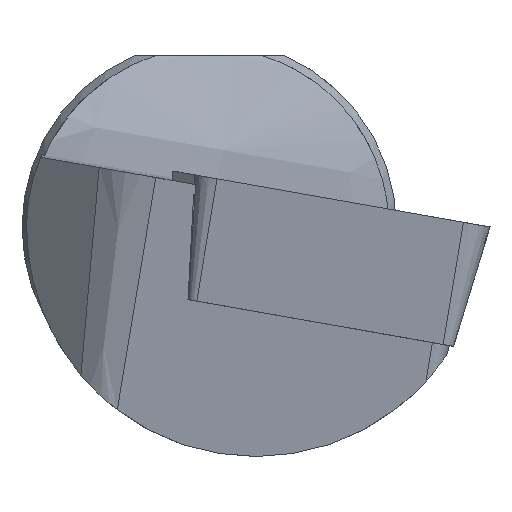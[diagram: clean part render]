
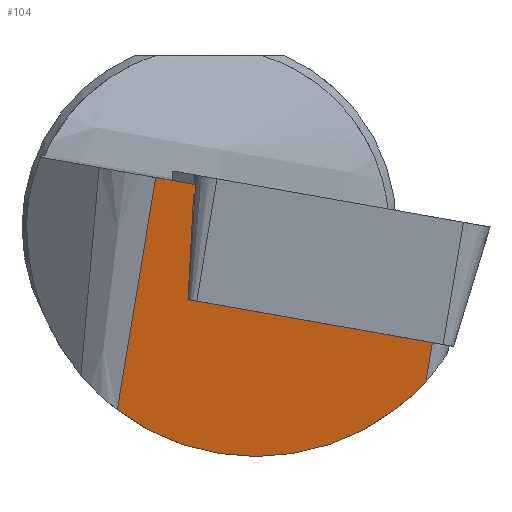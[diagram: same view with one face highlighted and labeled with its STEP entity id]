
A CAD part, left-side view. The second image highlights one B-rep face of the part: STEP entity #104.
In plain terms, the highlighted planar face has unit normal (-0.989, 0.105, -0.105).
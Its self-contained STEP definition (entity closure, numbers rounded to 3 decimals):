
#60=ELLIPSE('',#635,7.433,7.35);
#104=ADVANCED_FACE('',(#154),#133,.T.);
#133=PLANE('',#636);
#154=FACE_OUTER_BOUND('',#186,.T.);
#186=EDGE_LOOP('',(#283,#284,#285,#286,#287,#288));
#283=ORIENTED_EDGE('',*,*,#480,.F.);
#284=ORIENTED_EDGE('',*,*,#481,.F.);
#285=ORIENTED_EDGE('',*,*,#482,.T.);
#286=ORIENTED_EDGE('',*,*,#483,.T.);
#287=ORIENTED_EDGE('',*,*,#484,.F.);
#288=ORIENTED_EDGE('',*,*,#485,.F.);
#417=VERTEX_POINT('',#904);
#418=VERTEX_POINT('',#905);
#419=VERTEX_POINT('',#907);
#420=VERTEX_POINT('',#909);
#421=VERTEX_POINT('',#911);
#422=VERTEX_POINT('',#913);
#480=EDGE_CURVE('',#417,#418,#552,.T.);
#481=EDGE_CURVE('',#419,#417,#553,.T.);
#482=EDGE_CURVE('',#419,#420,#554,.T.);
#483=EDGE_CURVE('',#420,#421,#60,.T.);
#484=EDGE_CURVE('',#422,#421,#555,.T.);
#485=EDGE_CURVE('',#418,#422,#556,.T.);
#552=LINE('',#903,#593);
#553=LINE('',#906,#594);
#554=LINE('',#908,#595);
#555=LINE('',#912,#596);
#556=LINE('',#914,#597);
#593=VECTOR('',#733,1.);
#594=VECTOR('',#734,1.);
#595=VECTOR('',#735,1.);
#596=VECTOR('',#738,1.);
#597=VECTOR('',#739,1.);
#635=AXIS2_PLACEMENT_3D('',#910,#736,#737);
#636=AXIS2_PLACEMENT_3D('',#915,#740,#741);
#733=DIRECTION('',(0.112,0.061,-0.992));
#734=DIRECTION('',(-0.086,-0.981,-0.173));
#735=DIRECTION('',(0.121,0.162,-0.979));
#736=DIRECTION('',(-0.989,0.105,-0.105));
#737=DIRECTION('',(0.149,0.699,-0.7));
#738=DIRECTION('',(0.121,0.162,-0.979));
#739=DIRECTION('',(-0.086,-0.981,-0.173));
#740=DIRECTION('',(-0.989,0.105,-0.105));
#741=DIRECTION('',(-0.106,0.,0.994));
#903=CARTESIAN_POINT('',(0.947,0.471,0.82));
#904=CARTESIAN_POINT('',(0.885,0.437,1.364));
#905=CARTESIAN_POINT('',(1.302,0.666,-2.323));
#906=CARTESIAN_POINT('',(0.169,-7.753,-0.081));
#907=CARTESIAN_POINT('',(0.997,1.713,1.588));
#908=CARTESIAN_POINT('',(0.96,1.664,1.884));
#909=CARTESIAN_POINT('',(1.92,2.945,-5.854));
#910=CARTESIAN_POINT('',(0.825,-1.5,0.));
#911=CARTESIAN_POINT('',(0.77,-6.951,-4.931));
#912=CARTESIAN_POINT('',(0.132,-7.802,0.215));
#913=CARTESIAN_POINT('',(0.618,-7.154,-3.702));
#914=CARTESIAN_POINT('',(0.618,-7.154,-3.702));
#915=CARTESIAN_POINT('',(0.132,-7.802,0.215));
